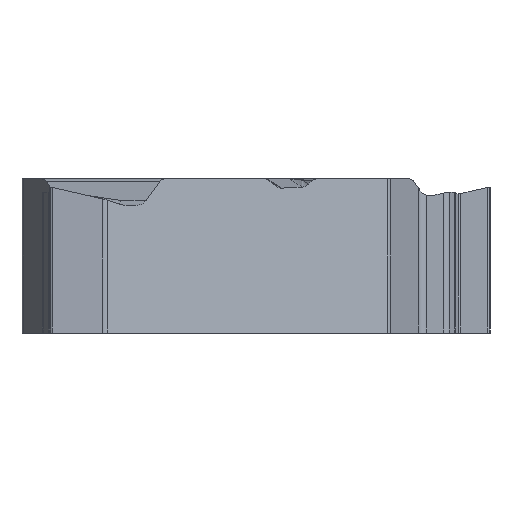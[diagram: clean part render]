
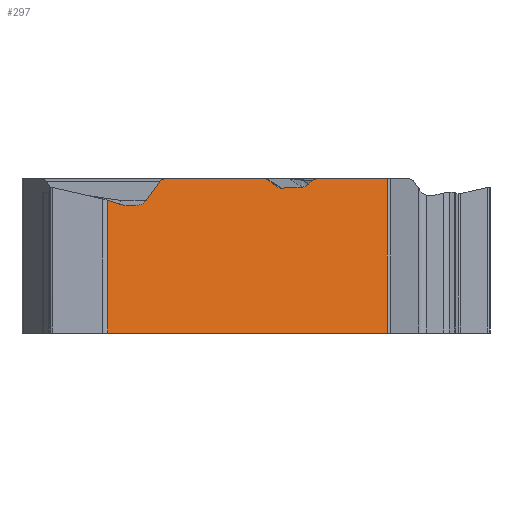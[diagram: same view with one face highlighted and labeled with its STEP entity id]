
A CAD part, front view. The second image highlights one B-rep face of the part: STEP entity #297.
In plain terms, the highlighted planar face has unit normal (0.5, -0.866, 0).
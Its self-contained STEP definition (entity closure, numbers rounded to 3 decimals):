
#138=FACE_OUTER_BOUND('',#473,.T.);
#224=ELLIPSE('',#2259,0.15,0.15);
#225=ELLIPSE('',#2260,0.167,0.15);
#226=ELLIPSE('',#2261,0.177,0.15);
#227=ELLIPSE('',#2262,0.389,0.33);
#297=ADVANCED_FACE('',(#138),#382,.F.);
#382=PLANE('',#2264);
#473=EDGE_LOOP('',(#1215,#1216,#1217,#1218,#1219,#1220,#1221,#1222,#1223,
#1224,#1225,#1226,#1227,#1228,#1229,#1230,#1231,#1232));
#557=LINE('',#3215,#743);
#634=LINE('',#3625,#822);
#638=LINE('',#3679,#826);
#645=LINE('',#3847,#834);
#646=LINE('',#3849,#835);
#647=LINE('',#3852,#836);
#648=LINE('',#3868,#837);
#649=LINE('',#3884,#838);
#650=LINE('',#3889,#839);
#651=LINE('',#3893,#840);
#652=LINE('',#3897,#841);
#743=VECTOR('',#2419,1.);
#822=VECTOR('',#2650,1.);
#826=VECTOR('',#2654,1.);
#834=VECTOR('',#2682,1.);
#835=VECTOR('',#2683,1.);
#836=VECTOR('',#2686,1.);
#837=VECTOR('',#2687,1.);
#838=VECTOR('',#2688,1.);
#839=VECTOR('',#2693,1.);
#840=VECTOR('',#2696,1.);
#841=VECTOR('',#2699,1.);
#1215=ORIENTED_EDGE('',*,*,#1920,.T.);
#1216=ORIENTED_EDGE('',*,*,#1773,.T.);
#1217=ORIENTED_EDGE('',*,*,#1921,.T.);
#1218=ORIENTED_EDGE('',*,*,#1905,.F.);
#1219=ORIENTED_EDGE('',*,*,#1922,.F.);
#1220=ORIENTED_EDGE('',*,*,#1923,.F.);
#1221=ORIENTED_EDGE('',*,*,#1924,.F.);
#1222=ORIENTED_EDGE('',*,*,#1925,.F.);
#1223=ORIENTED_EDGE('',*,*,#1926,.F.);
#1224=ORIENTED_EDGE('',*,*,#1927,.F.);
#1225=ORIENTED_EDGE('',*,*,#1928,.F.);
#1226=ORIENTED_EDGE('',*,*,#1899,.F.);
#1227=ORIENTED_EDGE('',*,*,#1929,.F.);
#1228=ORIENTED_EDGE('',*,*,#1930,.F.);
#1229=ORIENTED_EDGE('',*,*,#1931,.T.);
#1230=ORIENTED_EDGE('',*,*,#1932,.T.);
#1231=ORIENTED_EDGE('',*,*,#1933,.T.);
#1232=ORIENTED_EDGE('',*,*,#1934,.F.);
#1570=VERTEX_POINT('',#3214);
#1571=VERTEX_POINT('',#3216);
#1661=VERTEX_POINT('',#3624);
#1662=VERTEX_POINT('',#3626);
#1667=VERTEX_POINT('',#3678);
#1668=VERTEX_POINT('',#3680);
#1675=VERTEX_POINT('',#3848);
#1676=VERTEX_POINT('',#3851);
#1677=VERTEX_POINT('',#3853);
#1678=VERTEX_POINT('',#3867);
#1679=VERTEX_POINT('',#3869);
#1680=VERTEX_POINT('',#3883);
#1681=VERTEX_POINT('',#3885);
#1682=VERTEX_POINT('',#3888);
#1683=VERTEX_POINT('',#3890);
#1684=VERTEX_POINT('',#3892);
#1685=VERTEX_POINT('',#3894);
#1686=VERTEX_POINT('',#3896);
#1773=EDGE_CURVE('',#1571,#1570,#557,.T.);
#1899=EDGE_CURVE('',#1661,#1662,#634,.T.);
#1905=EDGE_CURVE('',#1667,#1668,#638,.T.);
#1920=EDGE_CURVE('',#1675,#1571,#645,.T.);
#1921=EDGE_CURVE('',#1570,#1668,#646,.T.);
#1922=EDGE_CURVE('',#1676,#1667,#224,.T.);
#1923=EDGE_CURVE('',#1677,#1676,#647,.T.);
#1924=EDGE_CURVE('',#1678,#1677,#2123,.T.);
#1925=EDGE_CURVE('',#1679,#1678,#648,.T.);
#1926=EDGE_CURVE('',#1680,#1679,#2124,.T.);
#1927=EDGE_CURVE('',#1681,#1680,#649,.T.);
#1928=EDGE_CURVE('',#1662,#1681,#225,.T.);
#1929=EDGE_CURVE('',#1682,#1661,#226,.T.);
#1930=EDGE_CURVE('',#1683,#1682,#650,.T.);
#1931=EDGE_CURVE('',#1683,#1684,#227,.T.);
#1932=EDGE_CURVE('',#1684,#1685,#651,.T.);
#1933=EDGE_CURVE('',#1685,#1686,#2090,.T.);
#1934=EDGE_CURVE('',#1675,#1686,#652,.T.);
#2090=CIRCLE('',#2263,0.15);
#2123=B_SPLINE_CURVE_WITH_KNOTS('',3,(#3854,#3855,#3856,#3857,#3858,#3859,
#3860,#3861,#3862,#3863,#3864,#3865,#3866),.UNSPECIFIED.,.F.,.F.,(4,3,3,
3,4),(0.,0.249,0.498,0.746,1.),
 .UNSPECIFIED.);
#2124=B_SPLINE_CURVE_WITH_KNOTS('',3,(#3870,#3871,#3872,#3873,#3874,#3875,
#3876,#3877,#3878,#3879,#3880,#3881,#3882),.UNSPECIFIED.,.F.,.F.,(4,3,3,
3,4),(0.,0.234,0.468,0.701,1.),
 .UNSPECIFIED.);
#2259=AXIS2_PLACEMENT_3D('',#3850,#2684,#2685);
#2260=AXIS2_PLACEMENT_3D('',#3886,#2689,#2690);
#2261=AXIS2_PLACEMENT_3D('',#3887,#2691,#2692);
#2262=AXIS2_PLACEMENT_3D('',#3891,#2694,#2695);
#2263=AXIS2_PLACEMENT_3D('',#3895,#2697,#2698);
#2264=AXIS2_PLACEMENT_3D('',#3898,#2700,#2701);
#2419=DIRECTION('',(0.866,0.5,0.));
#2650=DIRECTION('',(0.866,0.5,0.));
#2654=DIRECTION('',(0.866,0.5,0.));
#2682=DIRECTION('',(0.,0.,-1.));
#2683=DIRECTION('',(0.,0.,1.));
#2684=DIRECTION('',(-0.5,0.866,0.));
#2685=DIRECTION('',(0.866,0.5,0.));
#2686=DIRECTION('',(0.658,0.38,0.651));
#2687=DIRECTION('',(0.865,0.5,0.043));
#2688=DIRECTION('',(0.686,0.396,-0.611));
#2689=DIRECTION('',(-0.5,0.866,0.));
#2690=DIRECTION('',(-0.866,-0.5,0.));
#2691=DIRECTION('',(-0.5,0.866,0.));
#2692=DIRECTION('',(-0.866,-0.5,0.));
#2693=DIRECTION('',(0.557,0.322,0.765));
#2694=DIRECTION('',(-0.5,0.866,0.));
#2695=DIRECTION('',(0.866,0.5,0.));
#2696=DIRECTION('',(-0.866,-0.5,0.));
#2697=DIRECTION('',(-0.5,0.866,0.));
#2698=DIRECTION('',(0.,0.,-1.));
#2699=DIRECTION('',(0.837,0.483,-0.259));
#2700=DIRECTION('',(-0.5,0.866,0.));
#2701=DIRECTION('',(0.,0.,-1.));
#3214=CARTESIAN_POINT('',(5.173,-2.513,-3.97));
#3215=CARTESIAN_POINT('',(-0.367,-5.711,-3.97));
#3216=CARTESIAN_POINT('',(-2.436,-6.905,-3.97));
#3624=CARTESIAN_POINT('',(-0.886,-6.011,0.22));
#3625=CARTESIAN_POINT('',(5.129,-2.538,0.22));
#3626=CARTESIAN_POINT('',(1.861,-4.425,0.22));
#3678=CARTESIAN_POINT('',(3.222,-3.639,0.22));
#3679=CARTESIAN_POINT('',(-0.367,-5.711,0.22));
#3680=CARTESIAN_POINT('',(5.173,-2.513,0.22));
#3847=CARTESIAN_POINT('',(-2.436,-6.905,-5.47));
#3848=CARTESIAN_POINT('',(-2.436,-6.905,-0.358));
#3849=CARTESIAN_POINT('',(5.173,-2.513,3.22));
#3850=CARTESIAN_POINT('',(3.222,-3.639,0.07));
#3851=CARTESIAN_POINT('',(3.137,-3.688,0.184));
#3852=CARTESIAN_POINT('',(1.038,-4.9,-1.893));
#3853=CARTESIAN_POINT('',(3.029,-3.75,0.077));
#3854=CARTESIAN_POINT('',(2.857,-3.85,-0.002));
#3855=CARTESIAN_POINT('',(2.873,-3.841,-0.001));
#3856=CARTESIAN_POINT('',(2.888,-3.832,0.002));
#3857=CARTESIAN_POINT('',(2.904,-3.823,0.005));
#3858=CARTESIAN_POINT('',(2.919,-3.814,0.009));
#3859=CARTESIAN_POINT('',(2.934,-3.805,0.014));
#3860=CARTESIAN_POINT('',(2.949,-3.797,0.021));
#3861=CARTESIAN_POINT('',(2.963,-3.789,0.028));
#3862=CARTESIAN_POINT('',(2.977,-3.78,0.036));
#3863=CARTESIAN_POINT('',(2.99,-3.773,0.045));
#3864=CARTESIAN_POINT('',(3.004,-3.765,0.054));
#3865=CARTESIAN_POINT('',(3.017,-3.757,0.065));
#3866=CARTESIAN_POINT('',(3.029,-3.75,0.077));
#3867=CARTESIAN_POINT('',(2.857,-3.85,-0.002));
#3868=CARTESIAN_POINT('',(-0.361,-5.708,-0.16));
#3869=CARTESIAN_POINT('',(2.296,-4.173,-0.029));
#3870=CARTESIAN_POINT('',(2.124,-4.273,0.033));
#3871=CARTESIAN_POINT('',(2.136,-4.266,0.022));
#3872=CARTESIAN_POINT('',(2.148,-4.259,0.013));
#3873=CARTESIAN_POINT('',(2.161,-4.252,0.006));
#3874=CARTESIAN_POINT('',(2.173,-4.245,-0.002));
#3875=CARTESIAN_POINT('',(2.186,-4.237,-0.009));
#3876=CARTESIAN_POINT('',(2.2,-4.229,-0.014));
#3877=CARTESIAN_POINT('',(2.214,-4.221,-0.019));
#3878=CARTESIAN_POINT('',(2.228,-4.213,-0.023));
#3879=CARTESIAN_POINT('',(2.242,-4.205,-0.026));
#3880=CARTESIAN_POINT('',(2.26,-4.195,-0.029));
#3881=CARTESIAN_POINT('',(2.278,-4.184,-0.03));
#3882=CARTESIAN_POINT('',(2.296,-4.173,-0.029));
#3883=CARTESIAN_POINT('',(2.124,-4.273,0.033));
#3884=CARTESIAN_POINT('',(4.022,-3.177,-1.658));
#3885=CARTESIAN_POINT('',(1.954,-4.371,0.184));
#3886=CARTESIAN_POINT('',(1.861,-4.425,0.07));
#3887=CARTESIAN_POINT('',(-0.886,-6.011,0.07));
#3888=CARTESIAN_POINT('',(-1.01,-6.083,0.157));
#3889=CARTESIAN_POINT('',(1.466,-4.653,3.557));
#3890=CARTESIAN_POINT('',(-1.388,-6.301,-0.362));
#3891=CARTESIAN_POINT('',(-1.662,-6.459,-0.17));
#3892=CARTESIAN_POINT('',(-1.662,-6.459,-0.5));
#3893=CARTESIAN_POINT('',(5.129,-2.538,-0.5));
#3894=CARTESIAN_POINT('',(-1.961,-6.632,-0.5));
#3895=CARTESIAN_POINT('',(-1.961,-6.632,-0.35));
#3896=CARTESIAN_POINT('',(-1.995,-6.651,-0.495));
#3897=CARTESIAN_POINT('',(4.545,-2.875,-2.518));
#3898=CARTESIAN_POINT('',(-0.367,-5.711,0.));
